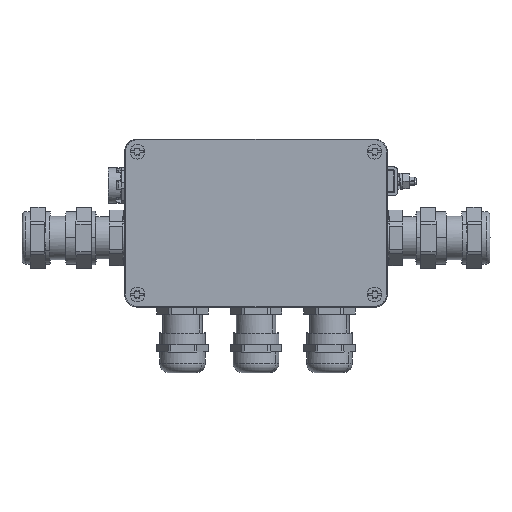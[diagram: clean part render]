
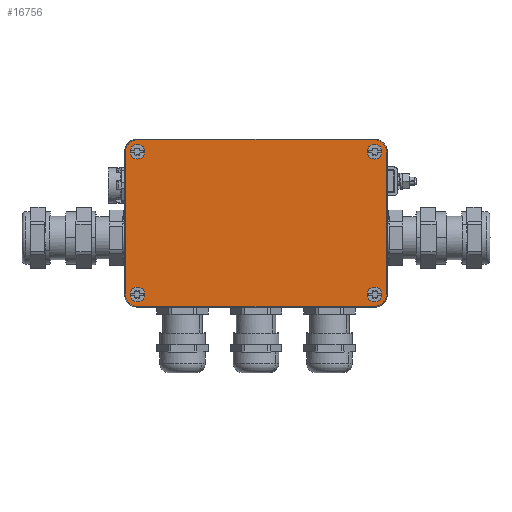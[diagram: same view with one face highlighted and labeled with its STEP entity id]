
A CAD part, top view. The second image highlights one B-rep face of the part: STEP entity #16756.
In plain terms, the highlighted planar face has unit normal (0, 0, 1).
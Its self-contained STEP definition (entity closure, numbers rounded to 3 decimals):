
#1266=AXIS2_PLACEMENT_3D('Circle Axis2P3D',#1264,#1265,$) ;
#1291=AXIS2_PLACEMENT_3D('Circle Axis2P3D',#1289,#1290,$) ;
#1325=AXIS2_PLACEMENT_3D('Circle Axis2P3D',#1323,#1324,$) ;
#1350=AXIS2_PLACEMENT_3D('Circle Axis2P3D',#1348,#1349,$) ;
#1384=AXIS2_PLACEMENT_3D('Circle Axis2P3D',#1382,#1383,$) ;
#1409=AXIS2_PLACEMENT_3D('Circle Axis2P3D',#1407,#1408,$) ;
#1443=AXIS2_PLACEMENT_3D('Circle Axis2P3D',#1441,#1442,$) ;
#1468=AXIS2_PLACEMENT_3D('Circle Axis2P3D',#1466,#1467,$) ;
#16728=AXIS2_PLACEMENT_3D('Plane Axis2P3D',#16725,#16726,#16727) ;
#49=CARTESIAN_POINT('Vertex',(55.214,111.071,57.)) ;
#52=CARTESIAN_POINT('Line Origine',(111.453,111.071,57.)) ;
#56=CARTESIAN_POINT('Vertex',(167.692,111.071,57.)) ;
#311=CARTESIAN_POINT('Control Point',(49.215,105.072,57.)) ;
#312=CARTESIAN_POINT('Control Point',(49.215,106.957,57.)) ;
#313=CARTESIAN_POINT('Control Point',(49.953,108.843,57.)) ;
#314=CARTESIAN_POINT('Control Point',(51.443,110.333,57.)) ;
#315=CARTESIAN_POINT('Control Point',(53.329,111.071,57.)) ;
#316=CARTESIAN_POINT('Control Point',(55.214,111.071,57.)) ;
#317=CARTESIAN_POINT('Vertex',(49.215,105.072,57.)) ;
#339=CARTESIAN_POINT('Control Point',(167.692,111.071,57.)) ;
#340=CARTESIAN_POINT('Control Point',(169.577,111.071,57.)) ;
#341=CARTESIAN_POINT('Control Point',(171.463,110.333,57.)) ;
#342=CARTESIAN_POINT('Control Point',(172.954,108.843,57.)) ;
#343=CARTESIAN_POINT('Control Point',(173.691,106.957,57.)) ;
#344=CARTESIAN_POINT('Control Point',(173.691,105.072,57.)) ;
#345=CARTESIAN_POINT('Vertex',(173.691,105.072,57.)) ;
#1125=CARTESIAN_POINT('Line Origine',(111.453,31.595,57.)) ;
#1129=CARTESIAN_POINT('Vertex',(55.214,31.595,57.)) ;
#1131=CARTESIAN_POINT('Vertex',(167.692,31.595,57.)) ;
#1158=CARTESIAN_POINT('Control Point',(55.214,31.595,57.)) ;
#1159=CARTESIAN_POINT('Control Point',(53.329,31.595,57.)) ;
#1160=CARTESIAN_POINT('Control Point',(51.443,32.332,57.)) ;
#1161=CARTESIAN_POINT('Control Point',(49.953,33.822,57.)) ;
#1162=CARTESIAN_POINT('Control Point',(49.215,35.709,57.)) ;
#1163=CARTESIAN_POINT('Control Point',(49.215,37.594,57.)) ;
#1164=CARTESIAN_POINT('Vertex',(49.215,37.594,57.)) ;
#1185=CARTESIAN_POINT('Line Origine',(49.215,71.333,57.)) ;
#1203=CARTESIAN_POINT('Line Origine',(173.691,71.333,57.)) ;
#1207=CARTESIAN_POINT('Vertex',(173.691,37.594,57.)) ;
#1228=CARTESIAN_POINT('Control Point',(173.691,37.594,57.)) ;
#1229=CARTESIAN_POINT('Control Point',(173.691,35.709,57.)) ;
#1230=CARTESIAN_POINT('Control Point',(172.954,33.822,57.)) ;
#1231=CARTESIAN_POINT('Control Point',(171.463,32.332,57.)) ;
#1232=CARTESIAN_POINT('Control Point',(169.577,31.595,57.)) ;
#1233=CARTESIAN_POINT('Control Point',(167.692,31.595,57.)) ;
#1261=CARTESIAN_POINT('Vertex',(167.953,101.833,57.)) ;
#1264=CARTESIAN_POINT('Axis2P3D Location',(167.953,105.333,57.)) ;
#1268=CARTESIAN_POINT('Vertex',(167.953,108.833,57.)) ;
#1289=CARTESIAN_POINT('Axis2P3D Location',(167.953,105.333,57.)) ;
#1320=CARTESIAN_POINT('Vertex',(54.953,101.833,57.)) ;
#1323=CARTESIAN_POINT('Axis2P3D Location',(54.953,105.333,57.)) ;
#1327=CARTESIAN_POINT('Vertex',(54.953,108.833,57.)) ;
#1348=CARTESIAN_POINT('Axis2P3D Location',(54.953,105.333,57.)) ;
#1379=CARTESIAN_POINT('Vertex',(54.953,33.833,57.)) ;
#1382=CARTESIAN_POINT('Axis2P3D Location',(54.953,37.333,57.)) ;
#1386=CARTESIAN_POINT('Vertex',(54.953,40.833,57.)) ;
#1407=CARTESIAN_POINT('Axis2P3D Location',(54.953,37.333,57.)) ;
#1438=CARTESIAN_POINT('Vertex',(167.953,33.833,57.)) ;
#1441=CARTESIAN_POINT('Axis2P3D Location',(167.953,37.333,57.)) ;
#1445=CARTESIAN_POINT('Vertex',(167.953,40.833,57.)) ;
#1466=CARTESIAN_POINT('Axis2P3D Location',(167.953,37.333,57.)) ;
#16725=CARTESIAN_POINT('Axis2P3D Location',(136.453,71.333,57.)) ;
#53=DIRECTION('Vector Direction',(1.,0.,0.)) ;
#1126=DIRECTION('Vector Direction',(1.,0.,0.)) ;
#1186=DIRECTION('Vector Direction',(0.,1.,0.)) ;
#1204=DIRECTION('Vector Direction',(0.,-1.,0.)) ;
#1265=DIRECTION('Axis2P3D Direction',(0.,0.,1.)) ;
#1290=DIRECTION('Axis2P3D Direction',(0.,0.,1.)) ;
#1324=DIRECTION('Axis2P3D Direction',(0.,0.,1.)) ;
#1349=DIRECTION('Axis2P3D Direction',(0.,0.,1.)) ;
#1383=DIRECTION('Axis2P3D Direction',(0.,0.,1.)) ;
#1408=DIRECTION('Axis2P3D Direction',(0.,0.,1.)) ;
#1442=DIRECTION('Axis2P3D Direction',(0.,0.,1.)) ;
#1467=DIRECTION('Axis2P3D Direction',(0.,0.,1.)) ;
#16726=DIRECTION('Axis2P3D Direction',(0.,0.,1.)) ;
#16727=DIRECTION('Axis2P3D XDirection',(1.,0.,0.)) ;
#54=VECTOR('Line Direction',#53,1.) ;
#1127=VECTOR('Line Direction',#1126,1.) ;
#1187=VECTOR('Line Direction',#1186,1.) ;
#1205=VECTOR('Line Direction',#1204,1.) ;
#16731=ORIENTED_EDGE('',*,*,#58,.F.) ;
#16732=ORIENTED_EDGE('',*,*,#319,.F.) ;
#16733=ORIENTED_EDGE('',*,*,#1189,.F.) ;
#16734=ORIENTED_EDGE('',*,*,#1166,.F.) ;
#16735=ORIENTED_EDGE('',*,*,#1133,.T.) ;
#16736=ORIENTED_EDGE('',*,*,#1234,.F.) ;
#16737=ORIENTED_EDGE('',*,*,#1209,.T.) ;
#16738=ORIENTED_EDGE('',*,*,#347,.F.) ;
#16741=ORIENTED_EDGE('',*,*,#1470,.F.) ;
#16742=ORIENTED_EDGE('',*,*,#1447,.F.) ;
#16745=ORIENTED_EDGE('',*,*,#1270,.F.) ;
#16746=ORIENTED_EDGE('',*,*,#1293,.F.) ;
#16749=ORIENTED_EDGE('',*,*,#1329,.F.) ;
#16750=ORIENTED_EDGE('',*,*,#1352,.F.) ;
#16753=ORIENTED_EDGE('',*,*,#1388,.F.) ;
#16754=ORIENTED_EDGE('',*,*,#1411,.F.) ;
#16743=FACE_BOUND('',#16740,.T.) ;
#16747=FACE_BOUND('',#16744,.T.) ;
#16751=FACE_BOUND('',#16748,.T.) ;
#16755=FACE_BOUND('',#16752,.T.) ;
#16756=ADVANCED_FACE('FBCon',(#16739,#16743,#16747,#16751,#16755),#16729,.T.) ;
#310=B_SPLINE_CURVE_WITH_KNOTS('',5,(#311,#312,#313,#314,#315,#316),.UNSPECIFIED.,.F.,.U.,(6,6),(0.,13.327),.UNSPECIFIED.) ;
#338=B_SPLINE_CURVE_WITH_KNOTS('',5,(#339,#340,#341,#342,#343,#344),.UNSPECIFIED.,.F.,.U.,(6,6),(0.,13.327),.UNSPECIFIED.) ;
#1157=B_SPLINE_CURVE_WITH_KNOTS('',5,(#1158,#1159,#1160,#1161,#1162,#1163),.UNSPECIFIED.,.F.,.U.,(6,6),(0.,13.327),.UNSPECIFIED.) ;
#1227=B_SPLINE_CURVE_WITH_KNOTS('',5,(#1228,#1229,#1230,#1231,#1232,#1233),.UNSPECIFIED.,.F.,.U.,(6,6),(0.,13.327),.UNSPECIFIED.) ;
#1267=CIRCLE('generated circle',#1266,3.5) ;
#1292=CIRCLE('generated circle',#1291,3.5) ;
#1326=CIRCLE('generated circle',#1325,3.5) ;
#1351=CIRCLE('generated circle',#1350,3.5) ;
#1385=CIRCLE('generated circle',#1384,3.5) ;
#1410=CIRCLE('generated circle',#1409,3.5) ;
#1444=CIRCLE('generated circle',#1443,3.5) ;
#1469=CIRCLE('generated circle',#1468,3.5) ;
#58=EDGE_CURVE('',#50,#57,#55,.T.) ;
#319=EDGE_CURVE('',#318,#50,#310,.T.) ;
#347=EDGE_CURVE('',#57,#346,#338,.T.) ;
#1133=EDGE_CURVE('',#1130,#1132,#1128,.T.) ;
#1166=EDGE_CURVE('',#1130,#1165,#1157,.T.) ;
#1189=EDGE_CURVE('',#1165,#318,#1188,.T.) ;
#1209=EDGE_CURVE('',#1208,#346,#1206,.F.) ;
#1234=EDGE_CURVE('',#1208,#1132,#1227,.T.) ;
#1270=EDGE_CURVE('',#1262,#1269,#1267,.T.) ;
#1293=EDGE_CURVE('',#1269,#1262,#1292,.T.) ;
#1329=EDGE_CURVE('',#1321,#1328,#1326,.T.) ;
#1352=EDGE_CURVE('',#1328,#1321,#1351,.T.) ;
#1388=EDGE_CURVE('',#1380,#1387,#1385,.T.) ;
#1411=EDGE_CURVE('',#1387,#1380,#1410,.T.) ;
#1447=EDGE_CURVE('',#1439,#1446,#1444,.T.) ;
#1470=EDGE_CURVE('',#1446,#1439,#1469,.T.) ;
#16730=EDGE_LOOP('',(#16731,#16732,#16733,#16734,#16735,#16736,#16737,#16738)) ;
#16740=EDGE_LOOP('',(#16741,#16742)) ;
#16744=EDGE_LOOP('',(#16745,#16746)) ;
#16748=EDGE_LOOP('',(#16749,#16750)) ;
#16752=EDGE_LOOP('',(#16753,#16754)) ;
#16739=FACE_OUTER_BOUND('',#16730,.T.) ;
#55=LINE('Line',#52,#54) ;
#1128=LINE('Line',#1125,#1127) ;
#1188=LINE('Line',#1185,#1187) ;
#1206=LINE('Line',#1203,#1205) ;
#16729=PLANE('',#16728) ;
#50=VERTEX_POINT('',#49) ;
#57=VERTEX_POINT('',#56) ;
#318=VERTEX_POINT('',#317) ;
#346=VERTEX_POINT('',#345) ;
#1130=VERTEX_POINT('',#1129) ;
#1132=VERTEX_POINT('',#1131) ;
#1165=VERTEX_POINT('',#1164) ;
#1208=VERTEX_POINT('',#1207) ;
#1262=VERTEX_POINT('',#1261) ;
#1269=VERTEX_POINT('',#1268) ;
#1321=VERTEX_POINT('',#1320) ;
#1328=VERTEX_POINT('',#1327) ;
#1380=VERTEX_POINT('',#1379) ;
#1387=VERTEX_POINT('',#1386) ;
#1439=VERTEX_POINT('',#1438) ;
#1446=VERTEX_POINT('',#1445) ;
